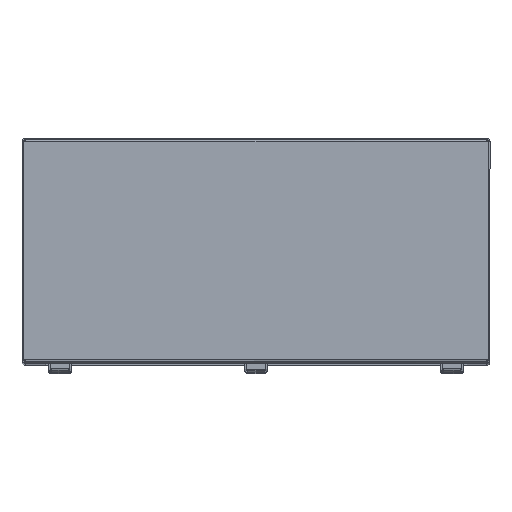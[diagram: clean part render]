
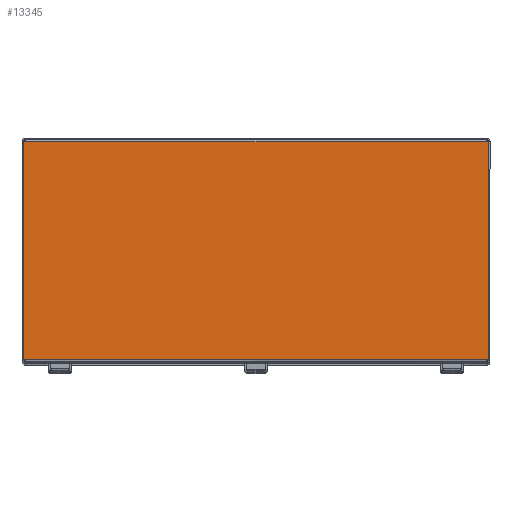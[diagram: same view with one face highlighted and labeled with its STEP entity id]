
A CAD part, top view. The second image highlights one B-rep face of the part: STEP entity #13345.
In plain terms, the highlighted planar face has unit normal (0, 0, 1).
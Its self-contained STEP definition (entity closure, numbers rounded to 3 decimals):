
#139 = VERTEX_POINT ( 'NONE', #11954 ) ;
#146 = LINE ( 'NONE', #10430, #2718 ) ;
#794 = VECTOR ( 'NONE', #7577, 1000. ) ;
#972 = EDGE_LOOP ( 'NONE', ( #1433, #12917, #13670, #6165, #2321, #11143, #10588, #14752 ) ) ;
#1114 = LINE ( 'NONE', #5697, #1515 ) ;
#1151 = EDGE_CURVE ( 'NONE', #10909, #139, #11832, .T. ) ;
#1227 = VERTEX_POINT ( 'NONE', #2760 ) ;
#1433 = ORIENTED_EDGE ( 'NONE', *, *, #1964, .T. ) ;
#1515 = VECTOR ( 'NONE', #2233, 1000. ) ;
#1555 = DIRECTION ( 'NONE',  ( -1., 0., 0. ) ) ;
#1964 = EDGE_CURVE ( 'NONE', #8152, #5057, #13052, .T. ) ;
#2233 = DIRECTION ( 'NONE',  ( -1., 0., 0. ) ) ;
#2321 = ORIENTED_EDGE ( 'NONE', *, *, #13908, .T. ) ;
#2579 = LINE ( 'NONE', #4909, #11081 ) ;
#2718 = VECTOR ( 'NONE', #9453, 1000. ) ;
#2760 = CARTESIAN_POINT ( 'NONE',  ( -395.586, 376., 20. ) ) ;
#2781 = CARTESIAN_POINT ( 'NONE',  ( -397., 0., 20. ) ) ;
#2846 = LINE ( 'NONE', #14332, #794 ) ;
#3547 = EDGE_CURVE ( 'NONE', #5057, #8787, #12784, .T. ) ;
#3783 = CARTESIAN_POINT ( 'NONE',  ( -397., 3., 20. ) ) ;
#4249 = CARTESIAN_POINT ( 'NONE',  ( 0., 0., 20. ) ) ;
#4379 = EDGE_CURVE ( 'NONE', #10049, #12684, #2846, .T. ) ;
#4909 = CARTESIAN_POINT ( 'NONE',  ( 397., 0., 20. ) ) ;
#5057 = VERTEX_POINT ( 'NONE', #3783 ) ;
#5156 = DIRECTION ( 'NONE',  ( -1., 0., 0. ) ) ;
#5521 = VECTOR ( 'NONE', #1555, 1000. ) ;
#5692 = EDGE_CURVE ( 'NONE', #12684, #1227, #1114, .T. ) ;
#5697 = CARTESIAN_POINT ( 'NONE',  ( 400., 376., 20. ) ) ;
#5782 = EDGE_CURVE ( 'NONE', #139, #8787, #146, .T. ) ;
#5860 = CARTESIAN_POINT ( 'NONE',  ( 395.586, 376., 20. ) ) ;
#5941 = CARTESIAN_POINT ( 'NONE',  ( -397., 376., 20. ) ) ;
#5964 = CARTESIAN_POINT ( 'NONE',  ( 400., 376., 20. ) ) ;
#6070 = CARTESIAN_POINT ( 'NONE',  ( -400., 3., 20. ) ) ;
#6124 = CARTESIAN_POINT ( 'NONE',  ( 397., 376., 20. ) ) ;
#6165 = ORIENTED_EDGE ( 'NONE', *, *, #1151, .F. ) ;
#7577 = DIRECTION ( 'NONE',  ( -1., 0., 0. ) ) ;
#7720 = VECTOR ( 'NONE', #13007, 1000. ) ;
#7768 = FACE_OUTER_BOUND ( 'NONE', #972, .T. ) ;
#7937 = AXIS2_PLACEMENT_3D ( 'NONE', #4249, #14591, #5156 ) ;
#8152 = VERTEX_POINT ( 'NONE', #5941 ) ;
#8787 = VERTEX_POINT ( 'NONE', #8835 ) ;
#8835 = CARTESIAN_POINT ( 'NONE',  ( -395.586, 3., 20. ) ) ;
#9453 = DIRECTION ( 'NONE',  ( -1., 0., 0. ) ) ;
#9847 = VECTOR ( 'NONE', #11438, 1000. ) ;
#10035 = PLANE ( 'NONE',  #7937 ) ;
#10049 = VERTEX_POINT ( 'NONE', #6124 ) ;
#10430 = CARTESIAN_POINT ( 'NONE',  ( -400., 3., 20. ) ) ;
#10588 = ORIENTED_EDGE ( 'NONE', *, *, #5692, .T. ) ;
#10909 = VERTEX_POINT ( 'NONE', #12477 ) ;
#10979 = EDGE_CURVE ( 'NONE', #8152, #1227, #13909, .T. ) ;
#11081 = VECTOR ( 'NONE', #14064, 1000. ) ;
#11143 = ORIENTED_EDGE ( 'NONE', *, *, #4379, .T. ) ;
#11438 = DIRECTION ( 'NONE',  ( 1., 0., 0. ) ) ;
#11832 = LINE ( 'NONE', #6070, #5521 ) ;
#11954 = CARTESIAN_POINT ( 'NONE',  ( 395.586, 3., 20. ) ) ;
#12477 = CARTESIAN_POINT ( 'NONE',  ( 397., 3., 20. ) ) ;
#12684 = VERTEX_POINT ( 'NONE', #5860 ) ;
#12784 = LINE ( 'NONE', #14219, #7720 ) ;
#12917 = ORIENTED_EDGE ( 'NONE', *, *, #3547, .T. ) ;
#13007 = DIRECTION ( 'NONE',  ( 1., 0., 0. ) ) ;
#13052 = LINE ( 'NONE', #2781, #13681 ) ;
#13345 = ADVANCED_FACE ( 'NONE', ( #7768 ), #10035, .F. ) ;
#13670 = ORIENTED_EDGE ( 'NONE', *, *, #5782, .F. ) ;
#13681 = VECTOR ( 'NONE', #14265, 1000. ) ;
#13908 = EDGE_CURVE ( 'NONE', #10909, #10049, #2579, .T. ) ;
#13909 = LINE ( 'NONE', #5964, #9847 ) ;
#14064 = DIRECTION ( 'NONE',  ( 0., 1., 0. ) ) ;
#14219 = CARTESIAN_POINT ( 'NONE',  ( 400., 3., 20. ) ) ;
#14265 = DIRECTION ( 'NONE',  ( 0., -1., 0. ) ) ;
#14332 = CARTESIAN_POINT ( 'NONE',  ( 400., 376., 20. ) ) ;
#14591 = DIRECTION ( 'NONE',  ( 0., 0., -1. ) ) ;
#14752 = ORIENTED_EDGE ( 'NONE', *, *, #10979, .F. ) ;
